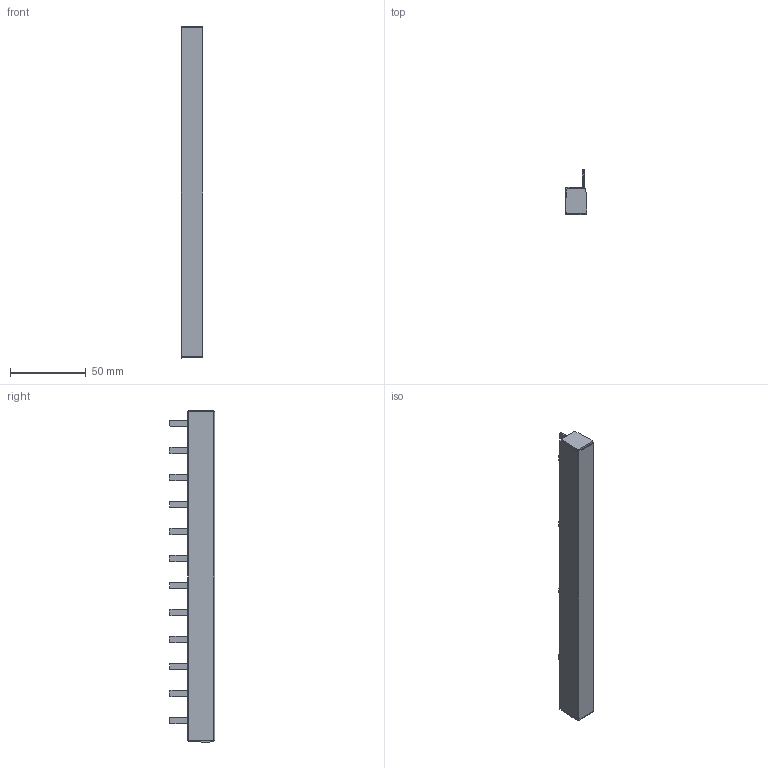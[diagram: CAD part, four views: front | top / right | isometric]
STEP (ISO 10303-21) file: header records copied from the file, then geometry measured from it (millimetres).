
FILE_DESCRIPTION (( 'STEP AP203' ), '1' );
FILE_NAME ('Trifaze Müþterek W Otomat Barasý - 4 Modül (1mm).STEP', '2020-08-17T14:37:55', ( '' ), ( '' ), 'SwSTEP 2.0', 'SolidWorks 2011', '' );
FILE_SCHEMA (( 'CONFIG_CONTROL_DESIGN' ));
Length unit declared in the file: millimetre
Products named in the file (1): Trifaze Müþterek W Otomat Barasý - 4 Modül (1mm)
Bounding box: 14.34 x 29.75 x 219 mm (x, y, z)
Volume: 45299.9 mm3; surface area: 23948.6 mm2
Topology: 1 solids, 1 shells, 688 faces, 2082 edges, 1388 vertices
Faces by surface type: plane 602, cylinder 82, bspline 4
Entity records: 23283 total; most frequent: CARTESIAN_POINT 4337, ORIENTED_EDGE 4164, DIRECTION 3628, EDGE_CURVE 2082, LINE 1878, VECTOR 1878, VERTEX_POINT 1388, AXIS2_PLACEMENT_3D 875
